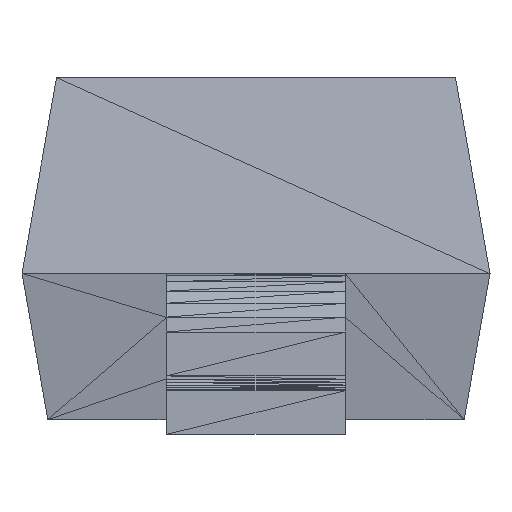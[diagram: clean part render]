
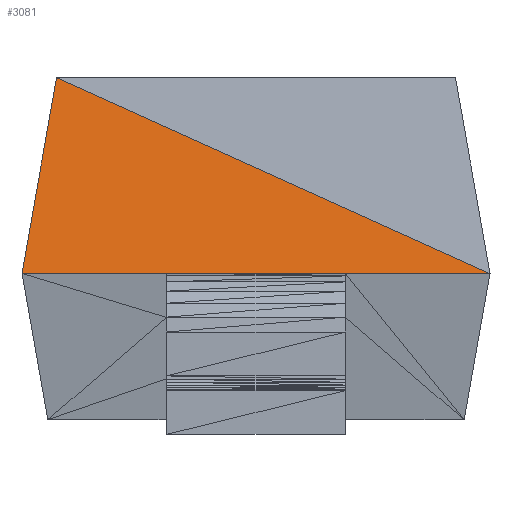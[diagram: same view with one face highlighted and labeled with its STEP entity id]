
A CAD part, left-side view. The second image highlights one B-rep face of the part: STEP entity #3081.
In plain terms, the highlighted planar face has unit normal (-0.985, 0, 0.174).
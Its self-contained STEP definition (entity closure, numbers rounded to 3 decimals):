
#22 = VERTEX_POINT('',#23);
#23 = CARTESIAN_POINT('',(-1.227,0.682,0.67));
#2672 = VERTEX_POINT('',#2673);
#2673 = CARTESIAN_POINT('',(-1.345,-0.8,0.));
#2796 = EDGE_CURVE('',#2672,#2797,#2799,.T.);
#2797 = VERTEX_POINT('',#2798);
#2798 = CARTESIAN_POINT('',(-1.345,0.8,0.));
#2799 = LINE('',#2800,#2801);
#2800 = CARTESIAN_POINT('',(-1.345,-0.8,0.));
#2801 = VECTOR('',#2802,1.);
#2802 = DIRECTION('',(0.,1.,0.));
#3049 = EDGE_CURVE('',#2797,#22,#3050,.T.);
#3050 = LINE('',#3051,#3052);
#3051 = CARTESIAN_POINT('',(-1.345,0.8,0.));
#3052 = VECTOR('',#3053,1.);
#3053 = DIRECTION('',(0.171,-0.171,0.97));
#3065 = EDGE_CURVE('',#22,#2672,#3066,.T.);
#3066 = LINE('',#3067,#3068);
#3067 = CARTESIAN_POINT('',(-1.227,0.682,0.67));
#3068 = VECTOR('',#3069,1.);
#3069 = DIRECTION('',(-0.072,-0.909,-0.411));
#3081 = ADVANCED_FACE('',(#3082),#3087,.T.);
#3082 = FACE_BOUND('',#3083,.T.);
#3083 = EDGE_LOOP('',(#3084,#3085,#3086));
#3084 = ORIENTED_EDGE('',*,*,#3065,.F.);
#3085 = ORIENTED_EDGE('',*,*,#3049,.F.);
#3086 = ORIENTED_EDGE('',*,*,#2796,.F.);
#3087 = PLANE('',#3088);
#3088 = AXIS2_PLACEMENT_3D('',#3089,#3090,#3091);
#3089 = CARTESIAN_POINT('',(-1.345,-0.8,0.));
#3090 = DIRECTION('',(-0.985,0.,0.174));
#3091 = DIRECTION('',(-0.158,0.417,-0.895));
